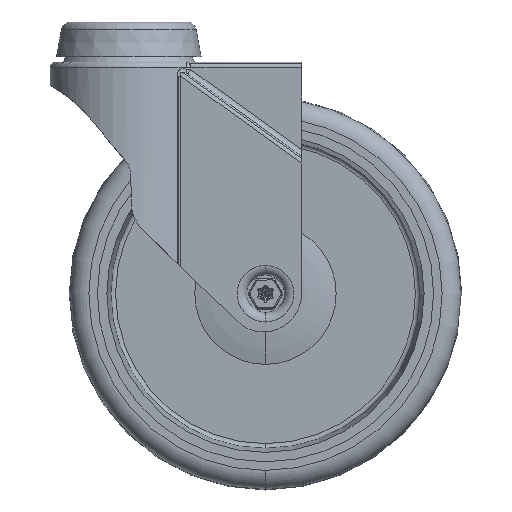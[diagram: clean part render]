
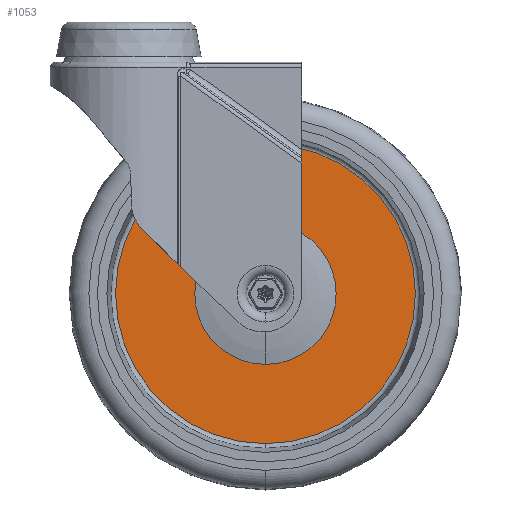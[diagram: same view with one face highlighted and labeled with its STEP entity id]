
A CAD part, front view. The second image highlights one B-rep face of the part: STEP entity #1053.
In plain terms, the highlighted planar face has unit normal (0, -1, 0).
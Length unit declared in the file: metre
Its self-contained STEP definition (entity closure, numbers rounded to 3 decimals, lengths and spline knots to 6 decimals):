
#1053=ADVANCED_FACE('',(#1709,#1710),#1711,.T.);
#1709=FACE_OUTER_BOUND('',#6579,.T.);
#1710=FACE_BOUND('',#6580,.T.);
#1711=PLANE('',#6581);
#6579=EDGE_LOOP('',(#15687,#15688,#15689));
#6580=EDGE_LOOP('',(#15690,#15691,#15692));
#6581=AXIS2_PLACEMENT_3D('',#15693,#15694,#15695);
#15687=ORIENTED_EDGE('',*,*,#17705,.F.);
#15688=ORIENTED_EDGE('',*,*,#17706,.F.);
#15689=ORIENTED_EDGE('',*,*,#17639,.F.);
#15690=ORIENTED_EDGE('',*,*,#17646,.T.);
#15691=ORIENTED_EDGE('',*,*,#17704,.T.);
#15692=ORIENTED_EDGE('',*,*,#17647,.T.);
#15693=CARTESIAN_POINT('',(-0.035112,-0.00275,0.0));
#15694=DIRECTION('',(0.,-1.0,0.0));
#15695=DIRECTION('',(1.0,0.,0.0));
#17639=EDGE_CURVE('',#18869,#18872,#18873,.T.);
#17646=EDGE_CURVE('',#18885,#18883,#18886,.T.);
#17647=EDGE_CURVE('',#18877,#18885,#18887,.T.);
#17704=EDGE_CURVE('',#18883,#18877,#18979,.T.);
#17705=EDGE_CURVE('',#18980,#18869,#18981,.T.);
#17706=EDGE_CURVE('',#18872,#18980,#18982,.T.);
#18869=VERTEX_POINT('',#22367);
#18872=VERTEX_POINT('',#22370);
#18873=CIRCLE('',#22371,0.047724);
#18877=VERTEX_POINT('',#22375);
#18883=VERTEX_POINT('',#22381);
#18885=VERTEX_POINT('',#22383);
#18886=CIRCLE('',#22384,0.0225);
#18887=CIRCLE('',#22385,0.0225);
#18979=CIRCLE('',#22489,0.0225);
#18980=VERTEX_POINT('',#22490);
#18981=CIRCLE('',#22491,0.047724);
#18982=CIRCLE('',#22492,0.047724);
#22367=CARTESIAN_POINT('',(0.,-0.00275,0.047724));
#22370=CARTESIAN_POINT('',(0.,-0.00275,-0.047724));
#22371=AXIS2_PLACEMENT_3D('',#33276,#33277,#33278);
#22375=CARTESIAN_POINT('',(0.,-0.00275,-0.0225));
#22381=CARTESIAN_POINT('',(0.,-0.00275,0.0225));
#22383=CARTESIAN_POINT('',(-0.0225,-0.00275,0.0));
#22384=AXIS2_PLACEMENT_3D('',#33297,#33298,#33299);
#22385=AXIS2_PLACEMENT_3D('',#33300,#33301,#33302);
#22489=AXIS2_PLACEMENT_3D('',#33447,#33448,#33449);
#22490=CARTESIAN_POINT('',(-0.047724,-0.00275,0.0));
#22491=AXIS2_PLACEMENT_3D('',#33450,#33451,#33452);
#22492=AXIS2_PLACEMENT_3D('',#33453,#33454,#33455);
#33276=CARTESIAN_POINT('',(0.,-0.00275,0.0));
#33277=DIRECTION('',(0.,1.0,0.0));
#33278=DIRECTION('',(-1.0,0.,0.0));
#33297=CARTESIAN_POINT('',(0.,-0.00275,0.0));
#33298=DIRECTION('',(0.,1.0,0.0));
#33299=DIRECTION('',(-1.0,0.,0.0));
#33300=CARTESIAN_POINT('',(0.,-0.00275,0.0));
#33301=DIRECTION('',(0.,1.0,0.0));
#33302=DIRECTION('',(-1.0,0.,0.0));
#33447=CARTESIAN_POINT('',(0.,-0.00275,0.0));
#33448=DIRECTION('',(0.,1.0,0.0));
#33449=DIRECTION('',(-1.0,0.,0.0));
#33450=CARTESIAN_POINT('',(0.,-0.00275,0.0));
#33451=DIRECTION('',(0.,1.0,0.0));
#33452=DIRECTION('',(-1.0,0.,0.0));
#33453=CARTESIAN_POINT('',(0.,-0.00275,0.0));
#33454=DIRECTION('',(0.,1.0,0.0));
#33455=DIRECTION('',(-1.0,0.,0.0));
